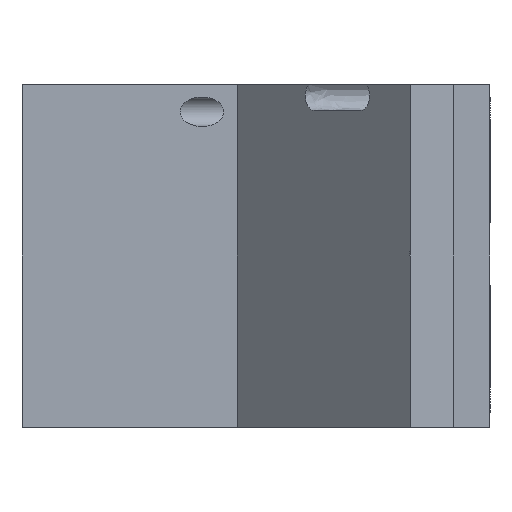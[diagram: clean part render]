
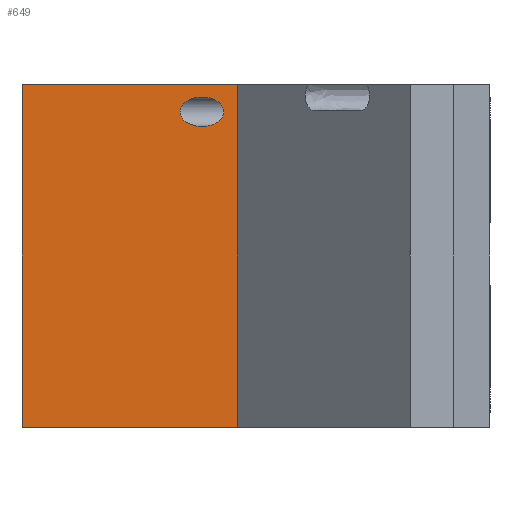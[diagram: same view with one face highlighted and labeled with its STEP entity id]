
A CAD part, front view. The second image highlights one B-rep face of the part: STEP entity #649.
In plain terms, the highlighted planar face has unit normal (0, -1, 0).
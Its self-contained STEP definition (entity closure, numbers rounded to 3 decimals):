
#28=FACE_BOUND('',#129,.T.);
#48=PLANE('',#720);
#88=FACE_OUTER_BOUND('',#128,.T.);
#128=EDGE_LOOP('',(#588,#589,#590,#591));
#129=EDGE_LOOP('',(#592));
#170=LINE('',#1067,#237);
#177=LINE('',#1080,#244);
#189=LINE('',#1103,#256);
#198=LINE('',#1120,#265);
#237=VECTOR('',#839,10.);
#244=VECTOR('',#848,10.);
#256=VECTOR('',#870,10.);
#265=VECTOR('',#889,10.);
#269=ELLIPSE('',#677,2.154,1.45);
#284=VERTEX_POINT('',#904);
#325=VERTEX_POINT('',#1064);
#326=VERTEX_POINT('',#1066);
#331=VERTEX_POINT('',#1078);
#337=VERTEX_POINT('',#1101);
#346=EDGE_CURVE('',#284,#284,#269,.T.);
#403=EDGE_CURVE('',#326,#325,#170,.T.);
#410=EDGE_CURVE('',#331,#325,#177,.T.);
#422=EDGE_CURVE('',#337,#331,#189,.T.);
#431=EDGE_CURVE('',#337,#326,#198,.T.);
#588=ORIENTED_EDGE('',*,*,#431,.T.);
#589=ORIENTED_EDGE('',*,*,#403,.T.);
#590=ORIENTED_EDGE('',*,*,#410,.F.);
#591=ORIENTED_EDGE('',*,*,#422,.F.);
#592=ORIENTED_EDGE('',*,*,#346,.T.);
#649=ADVANCED_FACE('',(#88,#28),#48,.T.);
#677=AXIS2_PLACEMENT_3D('',#906,#737,#738);
#720=AXIS2_PLACEMENT_3D('',#1119,#887,#888);
#737=DIRECTION('center_axis',(0.,1.,0.));
#738=DIRECTION('ref_axis',(-1.,0.,0.));
#839=DIRECTION('',(0.,0.,1.));
#848=DIRECTION('',(1.,0.,0.));
#870=DIRECTION('',(0.,0.,1.));
#887=DIRECTION('center_axis',(0.,-1.,0.));
#888=DIRECTION('ref_axis',(1.,0.,0.));
#889=DIRECTION('',(1.,0.,0.));
#904=CARTESIAN_POINT('',(-1.37,17.02,31.13));
#906=CARTESIAN_POINT('Origin',(-3.524,17.02,31.13));
#1064=CARTESIAN_POINT('',(-0.049,17.02,33.8));
#1066=CARTESIAN_POINT('',(-0.049,17.02,0.));
#1067=CARTESIAN_POINT('',(-0.049,17.02,0.));
#1078=CARTESIAN_POINT('',(-21.271,17.02,33.8));
#1080=CARTESIAN_POINT('',(-21.271,17.02,33.8));
#1101=CARTESIAN_POINT('',(-21.271,17.02,0.));
#1103=CARTESIAN_POINT('',(-21.271,17.02,0.));
#1119=CARTESIAN_POINT('Origin',(-21.271,17.02,0.));
#1120=CARTESIAN_POINT('',(-21.271,17.02,0.));
